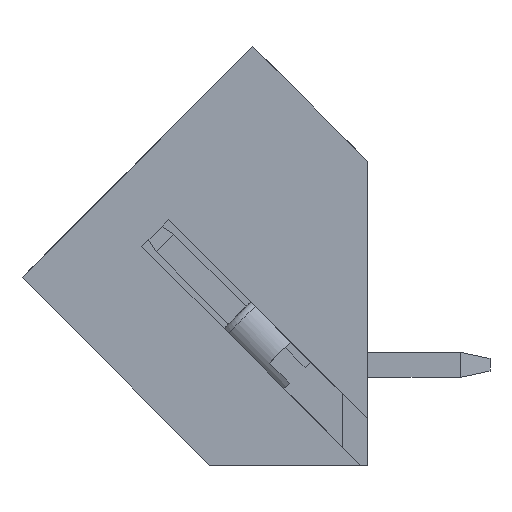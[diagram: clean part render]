
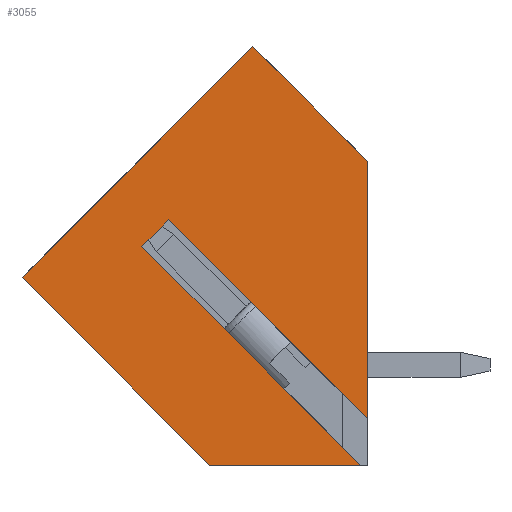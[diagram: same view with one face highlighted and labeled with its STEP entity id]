
A CAD part, left-side view. The second image highlights one B-rep face of the part: STEP entity #3055.
In plain terms, the highlighted planar face has unit normal (-1, 0, 0).
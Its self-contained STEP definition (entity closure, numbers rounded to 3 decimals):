
#3 = VECTOR ( 'NONE', #22375, 1000. ) ;
#79 = ORIENTED_EDGE ( 'NONE', *, *, #18792, .T. ) ;
#348 = EDGE_CURVE ( 'NONE', #30186, #14017, #34289, .T. ) ;
#849 = DIRECTION ( 'NONE',  ( 1., 0., 0. ) ) ;
#1028 = DIRECTION ( 'NONE',  ( 0., 0., -1. ) ) ;
#1321 = CARTESIAN_POINT ( 'NONE',  ( 0., 6.337, 7.815 ) ) ;
#1973 = CARTESIAN_POINT ( 'NONE',  ( 0., 0., 9.68 ) ) ;
#2112 = DIRECTION ( 'NONE',  ( 0., 0.707, 0.707 ) ) ;
#2559 = CARTESIAN_POINT ( 'NONE',  ( 0., 11., 0. ) ) ;
#2630 = CARTESIAN_POINT ( 'NONE',  ( 0., -2.689, -1.211 ) ) ;
#2750 = CARTESIAN_POINT ( 'NONE',  ( 0., 5.02, 0. ) ) ;
#3055 = ADVANCED_FACE ( 'NONE', ( #32192 ), #6355, .F. ) ;
#3910 = AXIS2_PLACEMENT_3D ( 'NONE', #29474, #849, #1028 ) ;
#4655 = ORIENTED_EDGE ( 'NONE', *, *, #12168, .T. ) ;
#4902 = VECTOR ( 'NONE', #2112, 1000. ) ;
#4989 = LINE ( 'NONE', #28992, #4902 ) ;
#5008 = CARTESIAN_POINT ( 'NONE',  ( 0., 11., 5.98 ) ) ;
#6355 = PLANE ( 'NONE',  #3910 ) ;
#7782 = VERTEX_POINT ( 'NONE', #28109 ) ;
#8722 = DIRECTION ( 'NONE',  ( 0., 0., 1. ) ) ;
#9306 = CARTESIAN_POINT ( 'NONE',  ( 0., 0., 13.33 ) ) ;
#9471 = ORIENTED_EDGE ( 'NONE', *, *, #36426, .F. ) ;
#10282 = DIRECTION ( 'NONE',  ( 0., 0.707, 0.707 ) ) ;
#10456 = CARTESIAN_POINT ( 'NONE',  ( 0., 7.186, 6.966 ) ) ;
#10960 = DIRECTION ( 'NONE',  ( 0., 0.707, 0.707 ) ) ;
#11592 = LINE ( 'NONE', #9306, #21011 ) ;
#11993 = EDGE_LOOP ( 'NONE', ( #20332, #19350, #4655, #9471, #13197, #79, #34689, #32213 ) ) ;
#12168 = EDGE_CURVE ( 'NONE', #28540, #20687, #28738, .T. ) ;
#13197 = ORIENTED_EDGE ( 'NONE', *, *, #18519, .T. ) ;
#13979 = CARTESIAN_POINT ( 'NONE',  ( 0., 0., 9.68 ) ) ;
#14017 = VERTEX_POINT ( 'NONE', #5008 ) ;
#14165 = LINE ( 'NONE', #16782, #31369 ) ;
#14616 = EDGE_CURVE ( 'NONE', #15656, #7782, #16878, .T. ) ;
#15440 = VECTOR ( 'NONE', #22917, 1000. ) ;
#15656 = VERTEX_POINT ( 'NONE', #2750 ) ;
#16413 = LINE ( 'NONE', #2630, #34838 ) ;
#16782 = CARTESIAN_POINT ( 'NONE',  ( 0., 11., 5.98 ) ) ;
#16878 = LINE ( 'NONE', #2559, #19779 ) ;
#18519 = EDGE_CURVE ( 'NONE', #23047, #33774, #11592, .T. ) ;
#18660 = VECTOR ( 'NONE', #10282, 1000. ) ;
#18792 = EDGE_CURVE ( 'NONE', #33774, #30186, #36126, .T. ) ;
#19350 = ORIENTED_EDGE ( 'NONE', *, *, #28582, .T. ) ;
#19779 = VECTOR ( 'NONE', #25880, 1000. ) ;
#20332 = ORIENTED_EDGE ( 'NONE', *, *, #14616, .T. ) ;
#20687 = VERTEX_POINT ( 'NONE', #1321 ) ;
#21011 = VECTOR ( 'NONE', #8722, 1000. ) ;
#22375 = DIRECTION ( 'NONE',  ( 0., 0.707, -0.707 ) ) ;
#22917 = DIRECTION ( 'NONE',  ( 0., -0.707, 0.707 ) ) ;
#23047 = VERTEX_POINT ( 'NONE', #34242 ) ;
#24886 = CARTESIAN_POINT ( 'NONE',  ( 0., 3.65, 13.33 ) ) ;
#25880 = DIRECTION ( 'NONE',  ( 0., -1., 0. ) ) ;
#27695 = DIRECTION ( 'NONE',  ( 0., -0.707, -0.707 ) ) ;
#28096 = EDGE_CURVE ( 'NONE', #14017, #15656, #14165, .T. ) ;
#28109 = CARTESIAN_POINT ( 'NONE',  ( 0., 0.219, 0. ) ) ;
#28540 = VERTEX_POINT ( 'NONE', #10456 ) ;
#28582 = EDGE_CURVE ( 'NONE', #7782, #28540, #4989, .T. ) ;
#28738 = LINE ( 'NONE', #33958, #15440 ) ;
#28992 = CARTESIAN_POINT ( 'NONE',  ( 0., -1.84, -2.06 ) ) ;
#29474 = CARTESIAN_POINT ( 'NONE',  ( 0., 11., 13.33 ) ) ;
#30186 = VERTEX_POINT ( 'NONE', #24886 ) ;
#31369 = VECTOR ( 'NONE', #27695, 1000. ) ;
#32192 = FACE_OUTER_BOUND ( 'NONE', #11993, .T. ) ;
#32213 = ORIENTED_EDGE ( 'NONE', *, *, #28096, .T. ) ;
#33774 = VERTEX_POINT ( 'NONE', #13979 ) ;
#33958 = CARTESIAN_POINT ( 'NONE',  ( 0., 7.186, 6.966 ) ) ;
#34242 = CARTESIAN_POINT ( 'NONE',  ( 0., 0., 1.478 ) ) ;
#34289 = LINE ( 'NONE', #36735, #3 ) ;
#34689 = ORIENTED_EDGE ( 'NONE', *, *, #348, .T. ) ;
#34838 = VECTOR ( 'NONE', #10960, 1000. ) ;
#36126 = LINE ( 'NONE', #1973, #18660 ) ;
#36426 = EDGE_CURVE ( 'NONE', #23047, #20687, #16413, .T. ) ;
#36735 = CARTESIAN_POINT ( 'NONE',  ( 0., 3.65, 13.33 ) ) ;
